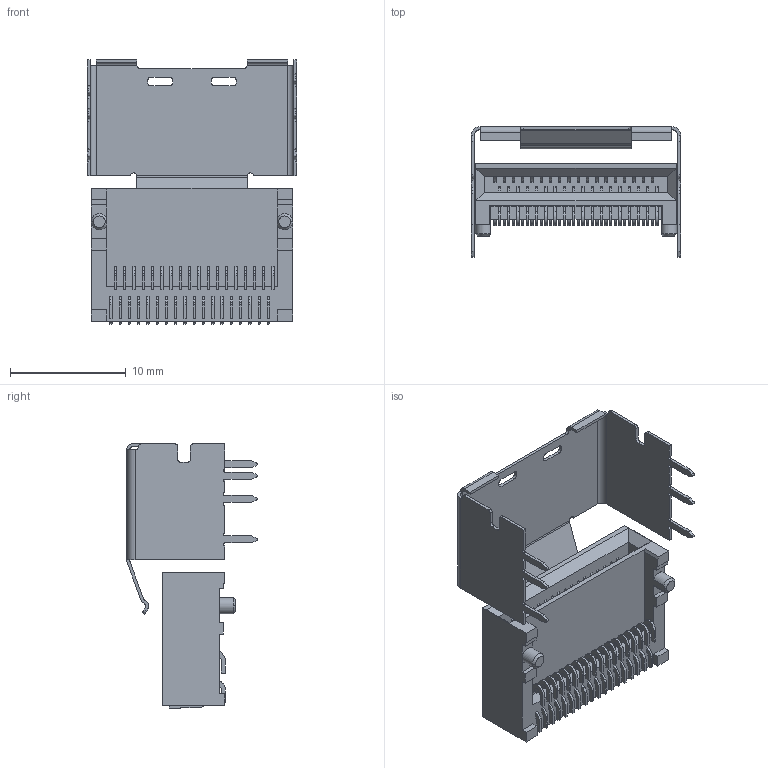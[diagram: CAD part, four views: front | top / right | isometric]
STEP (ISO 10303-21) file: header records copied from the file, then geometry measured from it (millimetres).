
FILE_DESCRIPTION((''),'2;1');
FILE_NAME('C-1888019-6','2009-05-28T',('workeradm'),(''),'PRO/ENGINEER BY PARAMETRIC TECHNOLOGY CORPORATION, 2008380','PRO/ENGINEER BY PARAMETRIC TECHNOLOGY CORPORATION, 2008380','');
FILE_SCHEMA(('AUTOMOTIVE_DESIGN { 1 0 10303 214 1 1 1 1 }'));
Length unit declared in the file: millimetre
Products named in the file (1): C-1888019-6
Bounding box: 18.06 x 11.27 x 22.82 mm (x, y, z)
Volume: 809.1 mm3; surface area: 1901.7 mm2
Topology: 2 solids, 2 shells, 945 faces, 2578 edges, 1710 vertices
Faces by surface type: plane 593, cylinder 348, cone 4
Entity records: 37694 total; most frequent: CARTESIAN_POINT 5288, ORIENTED_EDGE 5156, DIRECTION 5150, PRESENTATION_STYLE_ASSIGNMENT 2580, STYLED_ITEM 2580, CURVE_STYLE 2578, EDGE_CURVE 2578, VECTOR 1852
